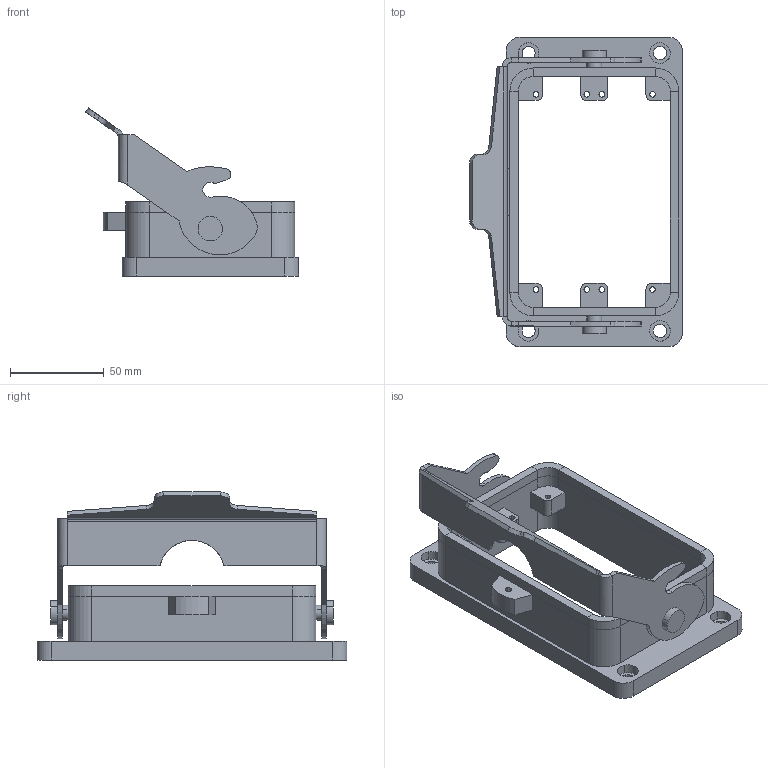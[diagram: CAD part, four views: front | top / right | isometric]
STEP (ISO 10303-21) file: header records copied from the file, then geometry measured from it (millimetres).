
FILE_DESCRIPTION(('CATIA V5 STEP Exchange','CAx-IF Rec.Pracs.--- Model Styling and Organization---1.4--- 2014-01-23'),'2;1');
FILE_NAME ('010809-6_2', '2019-07-25T14:00:20+00:00', ('none'), ('Weidmueller'), 'CATIA Version 5-6 Release 2016 SP3 HF44', 'CATIA V5 STEP AP214', 'none');
FILE_SCHEMA(('AUTOMOTIVE_DESIGN { 1 0 10303 214 1 1 1 1 }'));
Length unit declared in the file: millimetre
Products named in the file (1): 1295600000
Bounding box: 113.5 x 165 x 89.55 mm (x, y, z)
Volume: 142636.2 mm3; surface area: 72987.8 mm2
Topology: 2 solids, 2 shells, 212 faces, 551 edges, 352 vertices
Faces by surface type: plane 105, cylinder 105, bspline 2
Entity records: 6436 total; most frequent: CARTESIAN_POINT 1371, ORIENTED_EDGE 1102, DIRECTION 859, EDGE_CURVE 551, AXIS2_PLACEMENT_3D 361, VERTEX_POINT 352, VECTOR 333, LINE 333
